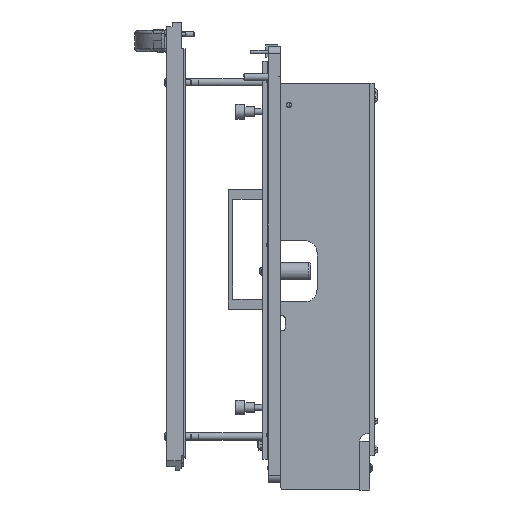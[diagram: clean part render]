
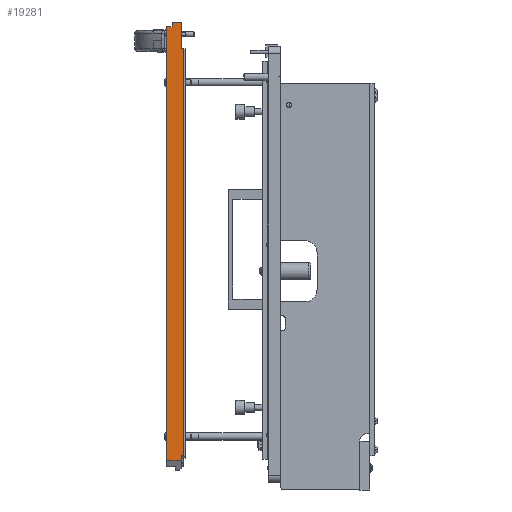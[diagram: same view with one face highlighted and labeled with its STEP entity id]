
A CAD part, left-side view. The second image highlights one B-rep face of the part: STEP entity #19281.
In plain terms, the highlighted face is planar.
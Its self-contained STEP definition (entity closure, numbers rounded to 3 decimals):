
#702 = CARTESIAN_POINT ( 'NONE',  ( 253., 7.5, -179.55 ) ) ;
#740 = DIRECTION ( 'NONE',  ( 0., 0., -1. ) ) ;
#1002 = LINE ( 'NONE', #62347, #29225 ) ;
#1028 = VERTEX_POINT ( 'NONE', #61448 ) ;
#1775 = CARTESIAN_POINT ( 'NONE',  ( 253., -4.3, 171.55 ) ) ;
#3869 = ORIENTED_EDGE ( 'NONE', *, *, #5910, .F. ) ;
#4882 = AXIS2_PLACEMENT_3D ( 'NONE', #83558, #49852, #91455 ) ;
#4980 = LINE ( 'NONE', #1775, #26768 ) ;
#5145 = FACE_OUTER_BOUND ( 'NONE', #71385, .T. ) ;
#5610 = VECTOR ( 'NONE', #64211, 1000. ) ;
#5910 = EDGE_CURVE ( 'NONE', #58110, #41390, #51617, .T. ) ;
#6050 = VERTEX_POINT ( 'NONE', #59876 ) ;
#13442 = VECTOR ( 'NONE', #58081, 1000. ) ;
#15805 = CARTESIAN_POINT ( 'NONE',  ( 253., -4.3, 183.55 ) ) ;
#19081 = LINE ( 'NONE', #77443, #103813 ) ;
#19281 = ADVANCED_FACE ( 'NONE', ( #5145 ), #58758, .F. ) ;
#21425 = VECTOR ( 'NONE', #64177, 1000. ) ;
#22362 = LINE ( 'NONE', #702, #71152 ) ;
#24633 = CARTESIAN_POINT ( 'NONE',  ( 253., -4.3, -161.55 ) ) ;
#24710 = ORIENTED_EDGE ( 'NONE', *, *, #60424, .T. ) ;
#25034 = CARTESIAN_POINT ( 'NONE',  ( 253., -6.5, 183.55 ) ) ;
#26768 = VECTOR ( 'NONE', #67414, 1000. ) ;
#29098 = CARTESIAN_POINT ( 'NONE',  ( 253., -4.3, 171.55 ) ) ;
#29225 = VECTOR ( 'NONE', #94006, 1000. ) ;
#29498 = EDGE_CURVE ( 'NONE', #6050, #84641, #19081, .T. ) ;
#35387 = DIRECTION ( 'NONE',  ( 0., 1., 0. ) ) ;
#35410 = EDGE_CURVE ( 'NONE', #84641, #1028, #1002, .T. ) ;
#36437 = ORIENTED_EDGE ( 'NONE', *, *, #105640, .F. ) ;
#36445 = VERTEX_POINT ( 'NONE', #24633 ) ;
#38169 = VERTEX_POINT ( 'NONE', #66979 ) ;
#40295 = ORIENTED_EDGE ( 'NONE', *, *, #29498, .T. ) ;
#41390 = VERTEX_POINT ( 'NONE', #59574 ) ;
#41842 = VERTEX_POINT ( 'NONE', #106388 ) ;
#44594 = CARTESIAN_POINT ( 'NONE',  ( 253., -6.5, 171.55 ) ) ;
#49852 = DIRECTION ( 'NONE',  ( -1., 0., 0. ) ) ;
#51617 = LINE ( 'NONE', #73913, #81203 ) ;
#54975 = VECTOR ( 'NONE', #68254, 1000. ) ;
#56981 = CARTESIAN_POINT ( 'NONE',  ( 253., -4.3, -183.55 ) ) ;
#58081 = DIRECTION ( 'NONE',  ( 0., 0., 1. ) ) ;
#58110 = VERTEX_POINT ( 'NONE', #93233 ) ;
#58406 = LINE ( 'NONE', #25034, #13442 ) ;
#58609 = EDGE_CURVE ( 'NONE', #36445, #38169, #67684, .T. ) ;
#58673 = VERTEX_POINT ( 'NONE', #44594 ) ;
#58758 = PLANE ( 'NONE',  #4882 ) ;
#59574 = CARTESIAN_POINT ( 'NONE',  ( 253., 3.2, -183.55 ) ) ;
#59876 = CARTESIAN_POINT ( 'NONE',  ( 253., 7.5, -179.55 ) ) ;
#60424 = EDGE_CURVE ( 'NONE', #41842, #41390, #63323, .T. ) ;
#61448 = CARTESIAN_POINT ( 'NONE',  ( 253., -4.3, 175.55 ) ) ;
#62266 = CARTESIAN_POINT ( 'NONE',  ( 253., 7.5, 175.55 ) ) ;
#62347 = CARTESIAN_POINT ( 'NONE',  ( 253., 7.5, 175.55 ) ) ;
#63323 = LINE ( 'NONE', #66969, #99305 ) ;
#63424 = ORIENTED_EDGE ( 'NONE', *, *, #77001, .T. ) ;
#64177 = DIRECTION ( 'NONE',  ( 0., 0., 1. ) ) ;
#64211 = DIRECTION ( 'NONE',  ( 0., 0., 1. ) ) ;
#66666 = DIRECTION ( 'NONE',  ( 0., -1., 0. ) ) ;
#66969 = CARTESIAN_POINT ( 'NONE',  ( 253., -7.5, -183.55 ) ) ;
#66979 = CARTESIAN_POINT ( 'NONE',  ( 253., -6.5, -161.55 ) ) ;
#67218 = LINE ( 'NONE', #15805, #5610 ) ;
#67414 = DIRECTION ( 'NONE',  ( 0., -1., 0. ) ) ;
#67684 = LINE ( 'NONE', #94171, #54975 ) ;
#68254 = DIRECTION ( 'NONE',  ( 0., -1., 0. ) ) ;
#69722 = ORIENTED_EDGE ( 'NONE', *, *, #93794, .F. ) ;
#71152 = VECTOR ( 'NONE', #66666, 1000. ) ;
#71385 = EDGE_LOOP ( 'NONE', ( #101475, #94778, #36437, #24710, #3869, #101713, #40295, #88487, #69722, #63424 ) ) ;
#73913 = CARTESIAN_POINT ( 'NONE',  ( 253., 3.2, -183.55 ) ) ;
#74689 = VERTEX_POINT ( 'NONE', #29098 ) ;
#75419 = EDGE_CURVE ( 'NONE', #38169, #58673, #58406, .T. ) ;
#75458 = EDGE_CURVE ( 'NONE', #6050, #58110, #22362, .T. ) ;
#77001 = EDGE_CURVE ( 'NONE', #74689, #58673, #4980, .T. ) ;
#77443 = CARTESIAN_POINT ( 'NONE',  ( 253., 7.5, 183.55 ) ) ;
#81203 = VECTOR ( 'NONE', #740, 1000. ) ;
#83558 = CARTESIAN_POINT ( 'NONE',  ( 253., 7.5, 183.55 ) ) ;
#84641 = VERTEX_POINT ( 'NONE', #62266 ) ;
#85012 = DIRECTION ( 'NONE',  ( 0., 0., 1. ) ) ;
#88487 = ORIENTED_EDGE ( 'NONE', *, *, #35410, .T. ) ;
#91455 = DIRECTION ( 'NONE',  ( 0., 0., 1. ) ) ;
#93233 = CARTESIAN_POINT ( 'NONE',  ( 253., 3.2, -179.55 ) ) ;
#93794 = EDGE_CURVE ( 'NONE', #74689, #1028, #67218, .T. ) ;
#94006 = DIRECTION ( 'NONE',  ( 0., -1., 0. ) ) ;
#94171 = CARTESIAN_POINT ( 'NONE',  ( 253., -7.5, -161.55 ) ) ;
#94778 = ORIENTED_EDGE ( 'NONE', *, *, #58609, .F. ) ;
#98498 = LINE ( 'NONE', #56981, #21425 ) ;
#99305 = VECTOR ( 'NONE', #35387, 1000. ) ;
#101475 = ORIENTED_EDGE ( 'NONE', *, *, #75419, .F. ) ;
#101713 = ORIENTED_EDGE ( 'NONE', *, *, #75458, .F. ) ;
#103813 = VECTOR ( 'NONE', #85012, 1000. ) ;
#105640 = EDGE_CURVE ( 'NONE', #41842, #36445, #98498, .T. ) ;
#106388 = CARTESIAN_POINT ( 'NONE',  ( 253., -4.3, -183.55 ) ) ;
